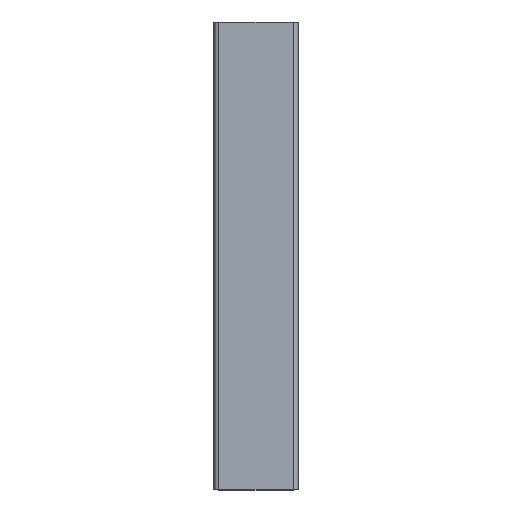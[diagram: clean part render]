
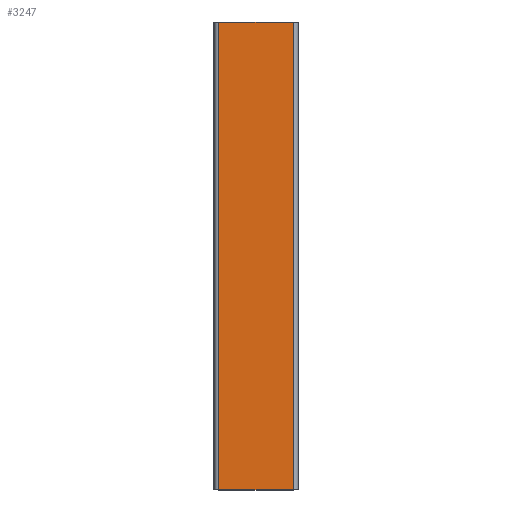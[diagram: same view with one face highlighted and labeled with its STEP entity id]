
A CAD part, top view. The second image highlights one B-rep face of the part: STEP entity #3247.
In plain terms, the highlighted planar face has unit normal (0, 0, 1).
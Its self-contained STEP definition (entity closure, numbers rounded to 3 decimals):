
#368=FACE_OUTER_BOUND('',#528,.T.);
#528=EDGE_LOOP('',(#2656,#2657,#2658,#2659));
#894=LINE('',#5384,#1246);
#895=LINE('',#5387,#1247);
#896=LINE('',#5389,#1248);
#897=LINE('',#5390,#1249);
#1246=VECTOR('',#4429,10.);
#1247=VECTOR('',#4432,10.);
#1248=VECTOR('',#4433,10.);
#1249=VECTOR('',#4434,10.);
#1562=VERTEX_POINT('',#5380);
#1563=VERTEX_POINT('',#5382);
#1564=VERTEX_POINT('',#5386);
#1565=VERTEX_POINT('',#5388);
#2030=EDGE_CURVE('',#1562,#1563,#894,.T.);
#2031=EDGE_CURVE('',#1562,#1564,#895,.T.);
#2032=EDGE_CURVE('',#1565,#1563,#896,.T.);
#2033=EDGE_CURVE('',#1564,#1565,#897,.T.);
#2656=ORIENTED_EDGE('',*,*,#2031,.F.);
#2657=ORIENTED_EDGE('',*,*,#2030,.T.);
#2658=ORIENTED_EDGE('',*,*,#2032,.F.);
#2659=ORIENTED_EDGE('',*,*,#2033,.F.);
#3090=PLANE('',#3537);
#3247=ADVANCED_FACE('',(#368),#3090,.T.);
#3537=AXIS2_PLACEMENT_3D('',#5385,#4430,#4431);
#4429=DIRECTION('',(0.,1.,0.));
#4430=DIRECTION('center_axis',(0.,0.,1.));
#4431=DIRECTION('ref_axis',(1.,0.,0.));
#4432=DIRECTION('',(-1.,0.,0.));
#4433=DIRECTION('',(1.,0.,0.));
#4434=DIRECTION('',(0.,1.,0.));
#5380=CARTESIAN_POINT('',(42.5,0.,45.));
#5382=CARTESIAN_POINT('',(42.5,250.,45.));
#5384=CARTESIAN_POINT('',(42.5,0.,45.));
#5385=CARTESIAN_POINT('Origin',(2.5,0.,45.));
#5386=CARTESIAN_POINT('',(2.5,0.,45.));
#5387=CARTESIAN_POINT('',(42.5,0.,45.));
#5388=CARTESIAN_POINT('',(2.5,250.,45.));
#5389=CARTESIAN_POINT('',(42.5,250.,45.));
#5390=CARTESIAN_POINT('',(2.5,0.,45.));
